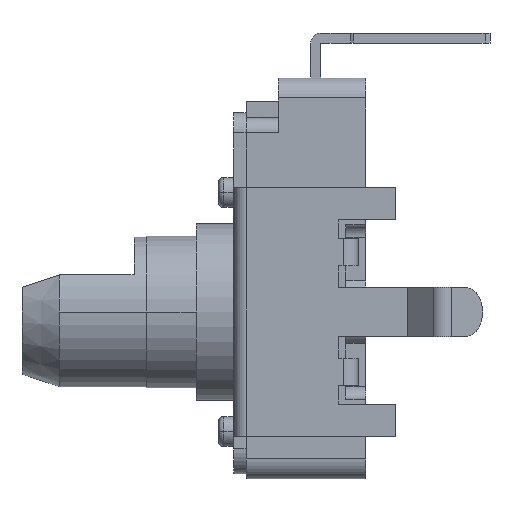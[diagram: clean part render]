
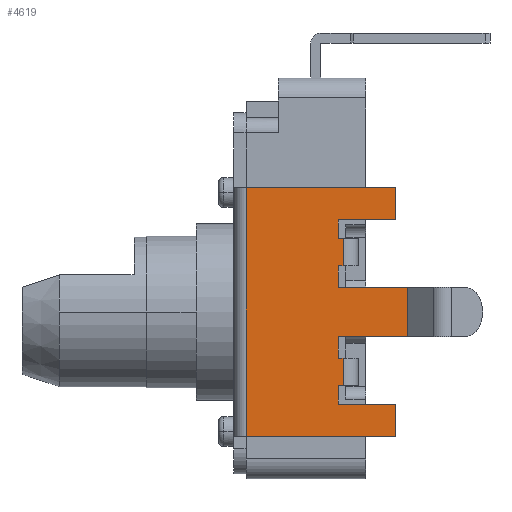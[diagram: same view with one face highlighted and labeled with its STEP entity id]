
A CAD part, left-side view. The second image highlights one B-rep face of the part: STEP entity #4619.
In plain terms, the highlighted planar face has unit normal (-1, 0, 0).
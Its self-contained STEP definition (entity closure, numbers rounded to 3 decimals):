
#289=DIRECTION('',(0.,1.,0.));
#290=VECTOR('',#289,6.);
#291=CARTESIAN_POINT('',(-6.,-1.2,5.));
#292=LINE('',#291,#290);
#498=DIRECTION('',(0.,1.,0.));
#499=VECTOR('',#498,0.2);
#500=CARTESIAN_POINT('',(-6.,0.9,2.95));
#501=LINE('',#500,#499);
#530=DIRECTION('',(0.,0.,1.));
#531=VECTOR('',#530,1.1);
#532=CARTESIAN_POINT('',(-6.,0.9,1.85));
#533=LINE('',#532,#531);
#538=DIRECTION('',(0.,1.,0.));
#539=VECTOR('',#538,6.);
#540=CARTESIAN_POINT('',(-6.,-1.2,-5.));
#541=LINE('',#540,#539);
#542=DIRECTION('',(0.,0.,-1.));
#543=VECTOR('',#542,1.3);
#544=CARTESIAN_POINT('',(-6.,-1.2,5.));
#545=LINE('',#544,#543);
#546=DIRECTION('',(0.,1.,0.));
#547=VECTOR('',#546,0.2);
#548=CARTESIAN_POINT('',(-6.,0.9,1.85));
#549=LINE('',#548,#547);
#550=DIRECTION('',(0.,0.,-1.));
#551=VECTOR('',#550,2.);
#552=CARTESIAN_POINT('',(-6.,-1.693,1.));
#553=LINE('',#552,#551);
#554=DIRECTION('',(0.,1.,0.));
#555=VECTOR('',#554,0.2);
#556=CARTESIAN_POINT('',(-6.,0.9,-2.95));
#557=LINE('',#556,#555);
#558=DIRECTION('',(0.,-1.,0.));
#559=VECTOR('',#558,2.3);
#560=CARTESIAN_POINT('',(-6.,1.1,-3.7));
#561=LINE('',#560,#559);
#562=DIRECTION('',(0.,0.,1.));
#563=VECTOR('',#562,1.3);
#564=CARTESIAN_POINT('',(-6.,-1.2,-5.));
#565=LINE('',#564,#563);
#582=DIRECTION('',(0.,0.,1.));
#583=VECTOR('',#582,0.75);
#584=CARTESIAN_POINT('',(-6.,1.1,-3.7));
#585=LINE('',#584,#583);
#654=DIRECTION('',(0.,1.,0.));
#655=VECTOR('',#654,0.2);
#656=CARTESIAN_POINT('',(-6.,0.9,-1.85));
#657=LINE('',#656,#655);
#686=DIRECTION('',(0.,0.,1.));
#687=VECTOR('',#686,1.1);
#688=CARTESIAN_POINT('',(-6.,0.9,-2.95));
#689=LINE('',#688,#687);
#690=DIRECTION('',(0.,0.,1.));
#691=VECTOR('',#690,0.85);
#692=CARTESIAN_POINT('',(-6.,1.1,-1.85));
#693=LINE('',#692,#691);
#719=DIRECTION('',(0.,-1.,0.));
#720=VECTOR('',#719,2.793);
#721=CARTESIAN_POINT('',(-6.,1.1,-1.));
#722=LINE('',#721,#720);
#763=DIRECTION('',(0.,1.,0.));
#764=VECTOR('',#763,2.793);
#765=CARTESIAN_POINT('',(-6.,-1.693,1.));
#766=LINE('',#765,#764);
#805=DIRECTION('',(0.,0.,1.));
#806=VECTOR('',#805,0.85);
#807=CARTESIAN_POINT('',(-6.,1.1,1.));
#808=LINE('',#807,#806);
#1955=DIRECTION('',(0.,0.,-1.));
#1956=VECTOR('',#1955,10.);
#1957=CARTESIAN_POINT('',(-6.,4.8,5.));
#1958=LINE('',#1957,#1956);
#2264=DIRECTION('',(0.,-1.,0.));
#2265=VECTOR('',#2264,2.3);
#2266=CARTESIAN_POINT('',(-6.,1.1,3.7));
#2267=LINE('',#2266,#2265);
#2268=DIRECTION('',(0.,0.,1.));
#2269=VECTOR('',#2268,0.75);
#2270=CARTESIAN_POINT('',(-6.,1.1,2.95));
#2271=LINE('',#2270,#2269);
#3198=CARTESIAN_POINT('',(-6.,-1.2,5.));
#3199=VERTEX_POINT('',#3198);
#3200=CARTESIAN_POINT('',(-6.,4.8,5.));
#3201=VERTEX_POINT('',#3200);
#3284=CARTESIAN_POINT('',(-6.,1.1,1.85));
#3285=VERTEX_POINT('',#3284);
#3286=CARTESIAN_POINT('',(-6.,0.9,1.85));
#3287=VERTEX_POINT('',#3286);
#3296=CARTESIAN_POINT('',(-6.,0.9,2.95));
#3297=VERTEX_POINT('',#3296);
#3298=CARTESIAN_POINT('',(-6.,1.1,2.95));
#3299=VERTEX_POINT('',#3298);
#3300=CARTESIAN_POINT('',(-6.,-1.2,-5.));
#3301=CARTESIAN_POINT('',(-6.,-1.2,-3.7));
#3302=VERTEX_POINT('',#3300);
#3303=VERTEX_POINT('',#3301);
#3304=CARTESIAN_POINT('',(-6.,4.8,-5.));
#3305=VERTEX_POINT('',#3304);
#3306=CARTESIAN_POINT('',(-6.,-1.2,3.7));
#3307=VERTEX_POINT('',#3306);
#3308=CARTESIAN_POINT('',(-6.,1.1,3.7));
#3309=VERTEX_POINT('',#3308);
#3310=CARTESIAN_POINT('',(-6.,1.1,1.));
#3311=VERTEX_POINT('',#3310);
#3312=CARTESIAN_POINT('',(-6.,-1.693,1.));
#3313=VERTEX_POINT('',#3312);
#3314=CARTESIAN_POINT('',(-6.,-1.693,-1.));
#3315=VERTEX_POINT('',#3314);
#3316=CARTESIAN_POINT('',(-6.,1.1,-1.));
#3317=VERTEX_POINT('',#3316);
#3318=CARTESIAN_POINT('',(-6.,1.1,-1.85));
#3319=VERTEX_POINT('',#3318);
#3320=CARTESIAN_POINT('',(-6.,0.9,-1.85));
#3321=VERTEX_POINT('',#3320);
#3322=CARTESIAN_POINT('',(-6.,0.9,-2.95));
#3323=VERTEX_POINT('',#3322);
#3324=CARTESIAN_POINT('',(-6.,1.1,-2.95));
#3325=VERTEX_POINT('',#3324);
#3326=CARTESIAN_POINT('',(-6.,1.1,-3.7));
#3327=VERTEX_POINT('',#3326);
#4576=CARTESIAN_POINT('',(-6.,4.8,-5.));
#4577=DIRECTION('',(-1.,0.,0.));
#4578=DIRECTION('',(0.,-1.,0.));
#4579=AXIS2_PLACEMENT_3D('',#4576,#4577,#4578);
#4580=PLANE('',#4579);
#4582=ORIENTED_EDGE('',*,*,#4581,.F.);
#4584=ORIENTED_EDGE('',*,*,#4583,.T.);
#4586=ORIENTED_EDGE('',*,*,#4585,.F.);
#4587=ORIENTED_EDGE('',*,*,#4247,.F.);
#4589=ORIENTED_EDGE('',*,*,#4588,.T.);
#4591=ORIENTED_EDGE('',*,*,#4590,.F.);
#4593=ORIENTED_EDGE('',*,*,#4592,.F.);
#4594=ORIENTED_EDGE('',*,*,#4528,.F.);
#4595=ORIENTED_EDGE('',*,*,#4569,.F.);
#4596=ORIENTED_EDGE('',*,*,#4492,.T.);
#4598=ORIENTED_EDGE('',*,*,#4597,.F.);
#4600=ORIENTED_EDGE('',*,*,#4599,.F.);
#4602=ORIENTED_EDGE('',*,*,#4601,.T.);
#4604=ORIENTED_EDGE('',*,*,#4603,.F.);
#4606=ORIENTED_EDGE('',*,*,#4605,.F.);
#4608=ORIENTED_EDGE('',*,*,#4607,.F.);
#4610=ORIENTED_EDGE('',*,*,#4609,.F.);
#4612=ORIENTED_EDGE('',*,*,#4611,.T.);
#4614=ORIENTED_EDGE('',*,*,#4613,.F.);
#4616=ORIENTED_EDGE('',*,*,#4615,.T.);
#4617=EDGE_LOOP('',(#4582,#4584,#4586,#4587,#4589,#4591,#4593,#4594,#4595,#4596,
#4598,#4600,#4602,#4604,#4606,#4608,#4610,#4612,#4614,#4616));
#4618=FACE_OUTER_BOUND('',#4617,.F.);
#4619=ADVANCED_FACE('',(#4618),#4580,.T.);
#4247=EDGE_CURVE('',#3199,#3201,#292,.T.);
#4492=EDGE_CURVE('',#3287,#3285,#549,.T.);
#4528=EDGE_CURVE('',#3297,#3299,#501,.T.);
#4569=EDGE_CURVE('',#3287,#3297,#533,.T.);
#4581=EDGE_CURVE('',#3302,#3303,#565,.T.);
#4583=EDGE_CURVE('',#3302,#3305,#541,.T.);
#4585=EDGE_CURVE('',#3201,#3305,#1958,.T.);
#4588=EDGE_CURVE('',#3199,#3307,#545,.T.);
#4590=EDGE_CURVE('',#3309,#3307,#2267,.T.);
#4592=EDGE_CURVE('',#3299,#3309,#2271,.T.);
#4597=EDGE_CURVE('',#3311,#3285,#808,.T.);
#4599=EDGE_CURVE('',#3313,#3311,#766,.T.);
#4601=EDGE_CURVE('',#3313,#3315,#553,.T.);
#4603=EDGE_CURVE('',#3317,#3315,#722,.T.);
#4605=EDGE_CURVE('',#3319,#3317,#693,.T.);
#4607=EDGE_CURVE('',#3321,#3319,#657,.T.);
#4609=EDGE_CURVE('',#3323,#3321,#689,.T.);
#4611=EDGE_CURVE('',#3323,#3325,#557,.T.);
#4613=EDGE_CURVE('',#3327,#3325,#585,.T.);
#4615=EDGE_CURVE('',#3327,#3303,#561,.T.);
